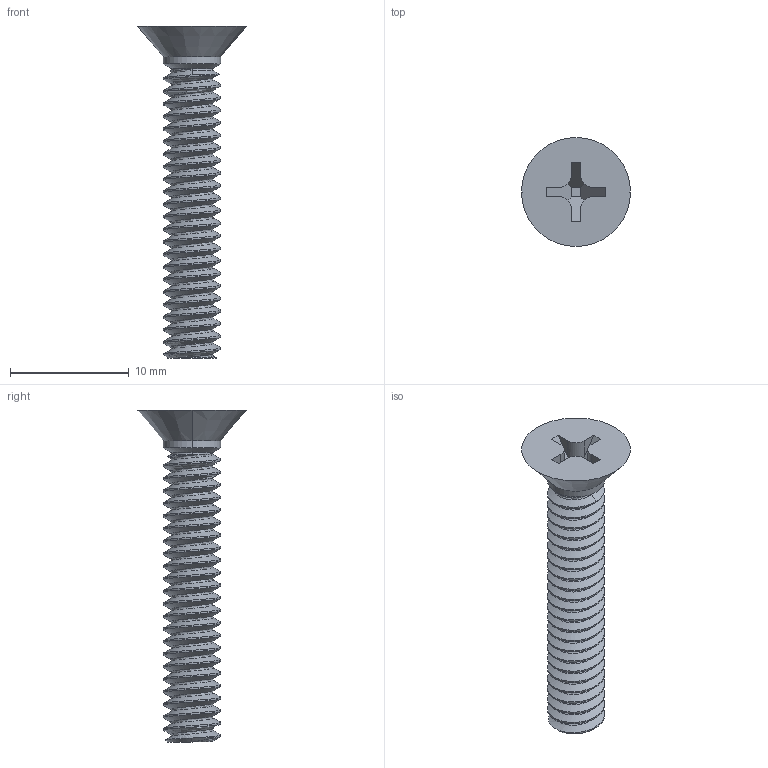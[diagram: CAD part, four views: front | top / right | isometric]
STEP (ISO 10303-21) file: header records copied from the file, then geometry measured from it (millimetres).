
FILE_DESCRIPTION (( 'STEP AP214' ), '1' );
FILE_NAME ('B000MN4PZQ.3D.STP', '2013-07-11T05:05:56', ( '' ), ( '' ), 'SwSTEP 2.0', 'SolidWorks 2012', '' );
FILE_SCHEMA (( 'AUTOMOTIVE_DESIGN' ));
Length unit declared in the file: inch
Products named in the file (1): B000MN4PZQ.3D
Bounding box: 9.19 x 9.19 x 28 mm (x, y, z)
Volume: 437.1 mm3; surface area: 742.2 mm2
Topology: 1 solids, 1 shells, 79 faces, 220 edges, 144 vertices
Faces by surface type: cylinder 51, plane 15, cone 8, bspline 5
Entity records: 7477 total; most frequent: CARTESIAN_POINT 5730, ORIENTED_EDGE 440, DIRECTION 281, EDGE_CURVE 220, VERTEX_POINT 144, AXIS2_PLACEMENT_3D 96, VECTOR 89, LINE 89
